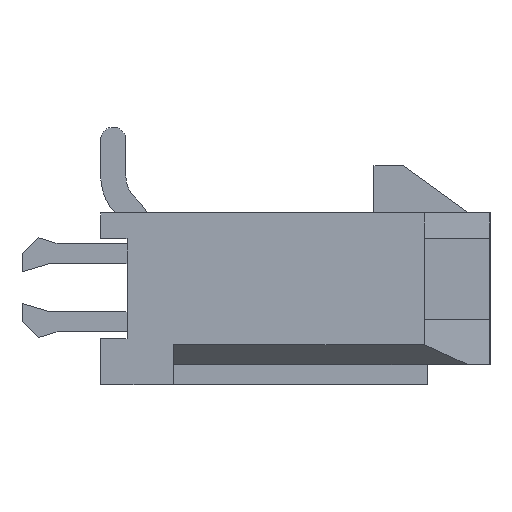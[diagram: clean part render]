
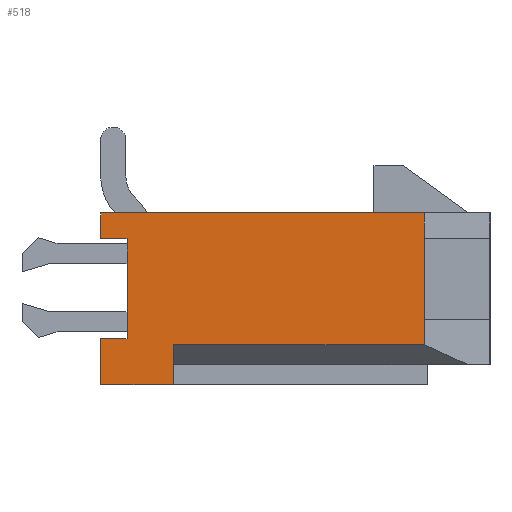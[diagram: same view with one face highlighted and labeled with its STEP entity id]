
A CAD part, left-side view. The second image highlights one B-rep face of the part: STEP entity #518.
In plain terms, the highlighted planar face has unit normal (-1, 0, 0).
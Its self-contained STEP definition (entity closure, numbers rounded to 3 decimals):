
#227=FACE_OUTER_BOUND('',#1104,.T.);
#518=ADVANCED_FACE('',(#227),#811,.T.);
#811=PLANE('',#5320);
#1104=EDGE_LOOP('',(#1536,#1537,#1538,#1539,#1540,#1541,#1542,#1543,#1544,
#1545,#1546,#1547));
#1536=ORIENTED_EDGE('',*,*,#3490,.F.);
#1537=ORIENTED_EDGE('',*,*,#3491,.T.);
#1538=ORIENTED_EDGE('',*,*,#3492,.F.);
#1539=ORIENTED_EDGE('',*,*,#3493,.F.);
#1540=ORIENTED_EDGE('',*,*,#3494,.F.);
#1541=ORIENTED_EDGE('',*,*,#3373,.F.);
#1542=ORIENTED_EDGE('',*,*,#3495,.T.);
#1543=ORIENTED_EDGE('',*,*,#3496,.T.);
#1544=ORIENTED_EDGE('',*,*,#3358,.T.);
#1545=ORIENTED_EDGE('',*,*,#3497,.T.);
#1546=ORIENTED_EDGE('',*,*,#3489,.T.);
#1547=ORIENTED_EDGE('',*,*,#3498,.T.);
#2880=VERTEX_POINT('',#7202);
#2881=VERTEX_POINT('',#7203);
#2895=VERTEX_POINT('',#7232);
#2896=VERTEX_POINT('',#7234);
#3005=VERTEX_POINT('',#7461);
#3011=VERTEX_POINT('',#7473);
#3012=VERTEX_POINT('',#7477);
#3013=VERTEX_POINT('',#7478);
#3014=VERTEX_POINT('',#7480);
#3015=VERTEX_POINT('',#7482);
#3016=VERTEX_POINT('',#7484);
#3017=VERTEX_POINT('',#7487);
#3358=EDGE_CURVE('',#2880,#2881,#4096,.T.);
#3373=EDGE_CURVE('',#2895,#2896,#4111,.T.);
#3489=EDGE_CURVE('',#3005,#3011,#4227,.T.);
#3490=EDGE_CURVE('',#3012,#3013,#4228,.T.);
#3491=EDGE_CURVE('',#3012,#3014,#4229,.T.);
#3492=EDGE_CURVE('',#3015,#3014,#4230,.T.);
#3493=EDGE_CURVE('',#3016,#3015,#4231,.T.);
#3494=EDGE_CURVE('',#2896,#3016,#4232,.T.);
#3495=EDGE_CURVE('',#2895,#3017,#4233,.T.);
#3496=EDGE_CURVE('',#3017,#2880,#4234,.T.);
#3497=EDGE_CURVE('',#2881,#3005,#4235,.T.);
#3498=EDGE_CURVE('',#3011,#3013,#4236,.T.);
#4096=LINE('',#7201,#4706);
#4111=LINE('',#7233,#4721);
#4227=LINE('',#7474,#4837);
#4228=LINE('',#7476,#4838);
#4229=LINE('',#7479,#4839);
#4230=LINE('',#7481,#4840);
#4231=LINE('',#7483,#4841);
#4232=LINE('',#7485,#4842);
#4233=LINE('',#7486,#4843);
#4234=LINE('',#7488,#4844);
#4235=LINE('',#7489,#4845);
#4236=LINE('',#7490,#4846);
#4706=VECTOR('',#5740,1.);
#4721=VECTOR('',#5757,1.);
#4837=VECTOR('',#5891,1.);
#4838=VECTOR('',#5894,1.);
#4839=VECTOR('',#5895,1.);
#4840=VECTOR('',#5896,1.);
#4841=VECTOR('',#5897,1.);
#4842=VECTOR('',#5898,1.);
#4843=VECTOR('',#5899,1.);
#4844=VECTOR('',#5900,1.);
#4845=VECTOR('',#5901,1.);
#4846=VECTOR('',#5902,1.);
#5320=AXIS2_PLACEMENT_3D('',#7491,#5903,#5904);
#5740=DIRECTION('',(0.,0.,-1.));
#5757=DIRECTION('',(0.,-1.,0.));
#5891=DIRECTION('',(0.,0.,-1.));
#5894=DIRECTION('',(0.,0.,-1.));
#5895=DIRECTION('',(0.,-1.,0.));
#5896=DIRECTION('',(0.,0.,-1.));
#5897=DIRECTION('',(0.,0.,-1.));
#5898=DIRECTION('',(0.,0.,-1.));
#5899=DIRECTION('',(0.,0.,-1.));
#5900=DIRECTION('',(0.,-1.,0.));
#5901=DIRECTION('',(0.,1.,0.));
#5902=DIRECTION('',(0.,-1.,0.));
#5903=DIRECTION('',(-1.,0.,0.));
#5904=DIRECTION('',(0.,0.,1.));
#7201=CARTESIAN_POINT('',(-13.82,9.23,3.2));
#7202=CARTESIAN_POINT('',(-13.82,9.23,3.2));
#7203=CARTESIAN_POINT('',(-13.82,9.23,0.66));
#7232=CARTESIAN_POINT('',(-13.82,9.9,3.86));
#7233=CARTESIAN_POINT('',(-13.82,9.9,3.86));
#7234=CARTESIAN_POINT('',(-13.82,1.668,3.86));
#7461=CARTESIAN_POINT('',(-13.82,9.9,0.66));
#7473=CARTESIAN_POINT('',(-13.82,9.9,-0.51));
#7474=CARTESIAN_POINT('',(-13.82,9.9,3.86));
#7476=CARTESIAN_POINT('',(-13.82,8.05,-0.51));
#7477=CARTESIAN_POINT('',(-13.82,8.05,0.51));
#7478=CARTESIAN_POINT('',(-13.82,8.05,-0.51));
#7479=CARTESIAN_POINT('',(-13.82,9.9,0.51));
#7480=CARTESIAN_POINT('',(-13.82,1.668,0.51));
#7481=CARTESIAN_POINT('',(-13.82,1.668,38.214));
#7482=CARTESIAN_POINT('',(-13.82,1.668,1.15));
#7483=CARTESIAN_POINT('',(-13.82,1.668,3.22));
#7484=CARTESIAN_POINT('',(-13.82,1.668,3.22));
#7485=CARTESIAN_POINT('',(-13.82,1.668,38.214));
#7486=CARTESIAN_POINT('',(-13.82,9.9,3.86));
#7487=CARTESIAN_POINT('',(-13.82,9.9,3.2));
#7488=CARTESIAN_POINT('',(-13.82,9.9,3.2));
#7489=CARTESIAN_POINT('',(-13.82,9.23,0.66));
#7490=CARTESIAN_POINT('',(-13.82,8.05,-0.51));
#7491=CARTESIAN_POINT('',(-13.82,9.9,3.86));
